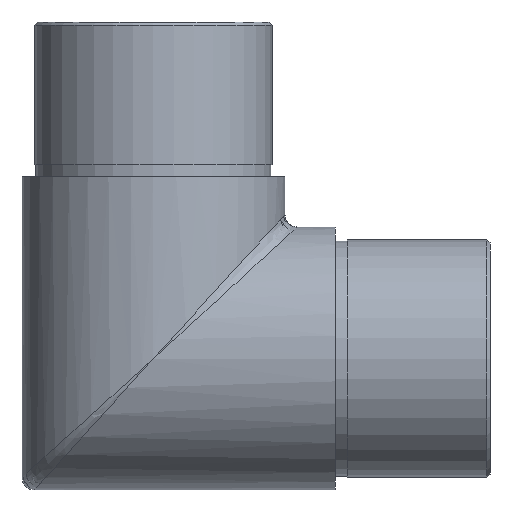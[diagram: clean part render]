
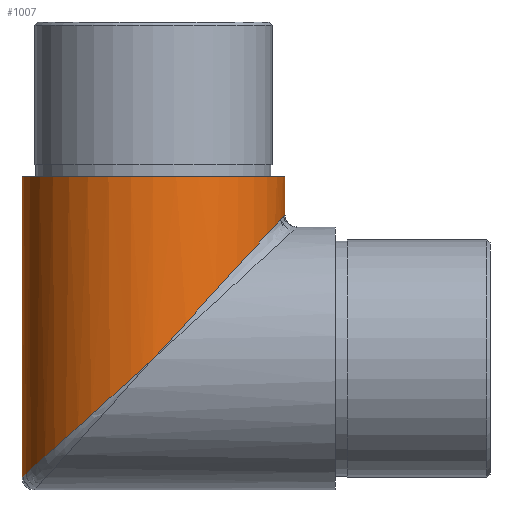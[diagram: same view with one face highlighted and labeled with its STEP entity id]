
A CAD part, front view. The second image highlights one B-rep face of the part: STEP entity #1007.
In plain terms, the highlighted cylindrical face has radius 21.2 mm (diameter 42.4 mm), a partial arc.
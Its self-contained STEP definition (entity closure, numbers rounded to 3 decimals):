
#8 = DIRECTION ( 'NONE',  ( 0., 0., -1. ) ) ;
#15 =( BOUNDED_CURVE ( )  B_SPLINE_CURVE ( 3, ( #1260, #292, #1501, #1173 ),
 .UNSPECIFIED., .F., .F. ) 
 B_SPLINE_CURVE_WITH_KNOTS ( ( 4, 4 ),
 ( 1.571, 3.142 ),
 .UNSPECIFIED. ) 
 CURVE ( )  GEOMETRIC_REPRESENTATION_ITEM ( )  RATIONAL_B_SPLINE_CURVE ( ( 1., 0.805, 0.805, 1. ) ) 
 REPRESENTATION_ITEM ( '' )  );
#47 = AXIS2_PLACEMENT_3D ( 'NONE', #960, #368, #601 ) ;
#193 = CARTESIAN_POINT ( 'NONE',  ( 0., 0., 29.3 ) ) ;
#207 = CIRCLE ( 'NONE', #1369, 21.2 ) ;
#240 = VECTOR ( 'NONE', #8, 1000. ) ;
#292 = CARTESIAN_POINT ( 'NONE',  ( 33.619, -21.2, 13.59 ) ) ;
#301 = EDGE_LOOP ( 'NONE', ( #1252, #1142, #709, #1511, #639 ) ) ;
#368 = DIRECTION ( 'NONE',  ( 0., 0., -1. ) ) ;
#406 = EDGE_CURVE ( 'NONE', #886, #888, #1368, .T. ) ;
#551 = LINE ( 'NONE', #1037, #1506 ) ;
#601 = DIRECTION ( 'NONE',  ( 1., 0., 0. ) ) ;
#607 = FACE_OUTER_BOUND ( 'NONE', #301, .T. ) ;
#610 = EDGE_CURVE ( 'NONE', #752, #876, #15, .T. ) ;
#639 = ORIENTED_EDGE ( 'NONE', *, *, #751, .F. ) ;
#665 = CARTESIAN_POINT ( 'NONE',  ( 8.781, -21.2, -11.247 ) ) ;
#709 = ORIENTED_EDGE ( 'NONE', *, *, #1212, .T. ) ;
#710 = CARTESIAN_POINT ( 'NONE',  ( 42.4, 0., 23.2 ) ) ;
#731 = CARTESIAN_POINT ( 'NONE',  ( 21.2, 0., 29.3 ) ) ;
#751 = EDGE_CURVE ( 'NONE', #1271, #876, #551, .T. ) ;
#752 = VERTEX_POINT ( 'NONE', #813 ) ;
#805 = DIRECTION ( 'NONE',  ( 0., 0., -1. ) ) ;
#813 = CARTESIAN_POINT ( 'NONE',  ( 21.2, -21.2, 0. ) ) ;
#876 = VERTEX_POINT ( 'NONE', #710 ) ;
#886 = VERTEX_POINT ( 'NONE', #193 ) ;
#888 = VERTEX_POINT ( 'NONE', #930 ) ;
#930 = CARTESIAN_POINT ( 'NONE',  ( 0., 0., -19.2 ) ) ;
#960 = CARTESIAN_POINT ( 'NONE',  ( 21.2, 0., -21.2 ) ) ;
#1007 = ADVANCED_FACE ( 'NONE', ( #607 ), #1476, .T. ) ;
#1017 = CARTESIAN_POINT ( 'NONE',  ( 21.2, -21.2, 0. ) ) ;
#1037 = CARTESIAN_POINT ( 'NONE',  ( 42.4, 0., -21.2 ) ) ;
#1041 = EDGE_CURVE ( 'NONE', #886, #1271, #207, .T. ) ;
#1093 = DIRECTION ( 'NONE',  ( 0., 0., 1. ) ) ;
#1127 =( BOUNDED_CURVE ( )  B_SPLINE_CURVE ( 3, ( #1420, #1300, #665, #1017 ),
 .UNSPECIFIED., .F., .F. ) 
 B_SPLINE_CURVE_WITH_KNOTS ( ( 4, 4 ),
 ( 0., 1.571 ),
 .UNSPECIFIED. ) 
 CURVE ( )  GEOMETRIC_REPRESENTATION_ITEM ( )  RATIONAL_B_SPLINE_CURVE ( ( 1., 0.805, 0.805, 1. ) ) 
 REPRESENTATION_ITEM ( '' )  );
#1142 = ORIENTED_EDGE ( 'NONE', *, *, #406, .T. ) ;
#1173 = CARTESIAN_POINT ( 'NONE',  ( 42.4, 0., 23.2 ) ) ;
#1212 = EDGE_CURVE ( 'NONE', #888, #752, #1127, .T. ) ;
#1252 = ORIENTED_EDGE ( 'NONE', *, *, #1041, .F. ) ;
#1260 = CARTESIAN_POINT ( 'NONE',  ( 21.2, -21.2, 0. ) ) ;
#1271 = VERTEX_POINT ( 'NONE', #1413 ) ;
#1300 = CARTESIAN_POINT ( 'NONE',  ( 0., -12.419, -19.2 ) ) ;
#1352 = CARTESIAN_POINT ( 'NONE',  ( 0., 0., -21.2 ) ) ;
#1368 = LINE ( 'NONE', #1352, #240 ) ;
#1369 = AXIS2_PLACEMENT_3D ( 'NONE', #731, #1093, #1371 ) ;
#1371 = DIRECTION ( 'NONE',  ( 1., 0., 0. ) ) ;
#1413 = CARTESIAN_POINT ( 'NONE',  ( 42.4, 0., 29.3 ) ) ;
#1420 = CARTESIAN_POINT ( 'NONE',  ( 0., 0., -19.2 ) ) ;
#1476 = CYLINDRICAL_SURFACE ( 'NONE', #47, 21.2 ) ;
#1501 = CARTESIAN_POINT ( 'NONE',  ( 42.4, -12.419, 23.2 ) ) ;
#1506 = VECTOR ( 'NONE', #805, 1000. ) ;
#1511 = ORIENTED_EDGE ( 'NONE', *, *, #610, .T. ) ;
